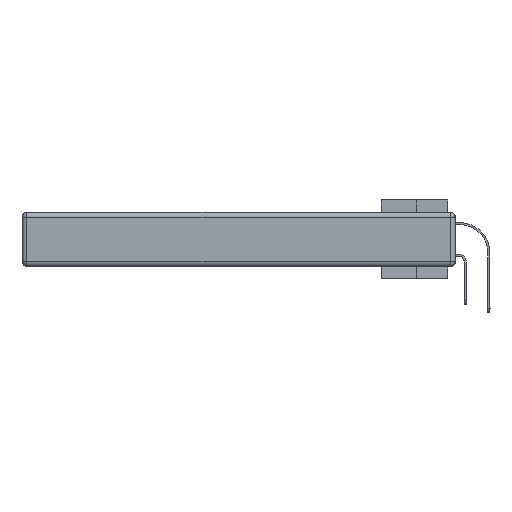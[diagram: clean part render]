
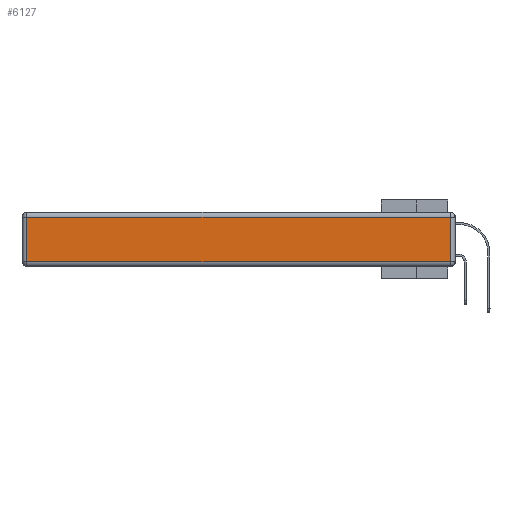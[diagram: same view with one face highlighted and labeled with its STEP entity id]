
A CAD part, left-side view. The second image highlights one B-rep face of the part: STEP entity #6127.
In plain terms, the highlighted planar face has unit normal (-1, 0, 0).
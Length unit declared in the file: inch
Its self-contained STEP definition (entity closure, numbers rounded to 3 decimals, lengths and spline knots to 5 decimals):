
#729 = VERTEX_POINT ( 'NONE', #12975 ) ;
#1397 = CARTESIAN_POINT ( 'NONE',  ( 0., 2.75, -0.03 ) ) ;
#2437 = DIRECTION ( 'NONE',  ( 0., 0., 1. ) ) ;
#4037 = EDGE_CURVE ( 'NONE', #11289, #23697, #9470, .T. ) ;
#4173 = CARTESIAN_POINT ( 'NONE',  ( 0., 0., -0.313 ) ) ;
#4519 = CARTESIAN_POINT ( 'NONE',  ( 0., 2.72, -0.343 ) ) ;
#5181 = EDGE_CURVE ( 'NONE', #729, #23723, #14594, .T. ) ;
#6127 = ADVANCED_FACE ( 'NONE', ( #11357 ), #15844, .T. ) ;
#7358 = EDGE_CURVE ( 'NONE', #23697, #729, #20495, .T. ) ;
#8498 = CARTESIAN_POINT ( 'NONE',  ( 0., 0., -0.343 ) ) ;
#8809 = DIRECTION ( 'NONE',  ( 0., 0., 1. ) ) ;
#9470 = LINE ( 'NONE', #4519, #12808 ) ;
#11289 = VERTEX_POINT ( 'NONE', #18574 ) ;
#11357 = FACE_OUTER_BOUND ( 'NONE', #26611, .T. ) ;
#12808 = VECTOR ( 'NONE', #14280, 39.37008 ) ;
#12975 = CARTESIAN_POINT ( 'NONE',  ( 0., 0.03, -0.313 ) ) ;
#14280 = DIRECTION ( 'NONE',  ( 0., 0., -1. ) ) ;
#14594 = LINE ( 'NONE', #21960, #30790 ) ;
#15844 = PLANE ( 'NONE',  #18046 ) ;
#18046 = AXIS2_PLACEMENT_3D ( 'NONE', #8498, #30733, #8809 ) ;
#18562 = DIRECTION ( 'NONE',  ( 0., -1., 0. ) ) ;
#18574 = CARTESIAN_POINT ( 'NONE',  ( 0., 2.72, -0.03 ) ) ;
#20495 = LINE ( 'NONE', #4173, #26171 ) ;
#20629 = CARTESIAN_POINT ( 'NONE',  ( 0., 2.72, -0.313 ) ) ;
#21796 = ORIENTED_EDGE ( 'NONE', *, *, #29116, .T. ) ;
#21903 = CARTESIAN_POINT ( 'NONE',  ( 0., 0.03, -0.03 ) ) ;
#21960 = CARTESIAN_POINT ( 'NONE',  ( 0., 0.03, -0.343 ) ) ;
#23498 = ORIENTED_EDGE ( 'NONE', *, *, #7358, .T. ) ;
#23697 = VERTEX_POINT ( 'NONE', #20629 ) ;
#23723 = VERTEX_POINT ( 'NONE', #21903 ) ;
#24064 = ORIENTED_EDGE ( 'NONE', *, *, #5181, .T. ) ;
#26171 = VECTOR ( 'NONE', #18562, 39.37008 ) ;
#26611 = EDGE_LOOP ( 'NONE', ( #23498, #24064, #21796, #28554 ) ) ;
#28554 = ORIENTED_EDGE ( 'NONE', *, *, #4037, .T. ) ;
#28746 = DIRECTION ( 'NONE',  ( 0., 1., 0. ) ) ;
#28908 = LINE ( 'NONE', #1397, #30784 ) ;
#29116 = EDGE_CURVE ( 'NONE', #23723, #11289, #28908, .T. ) ;
#30733 = DIRECTION ( 'NONE',  ( -1., 0., 0. ) ) ;
#30784 = VECTOR ( 'NONE', #28746, 39.37008 ) ;
#30790 = VECTOR ( 'NONE', #2437, 39.37008 ) ;
